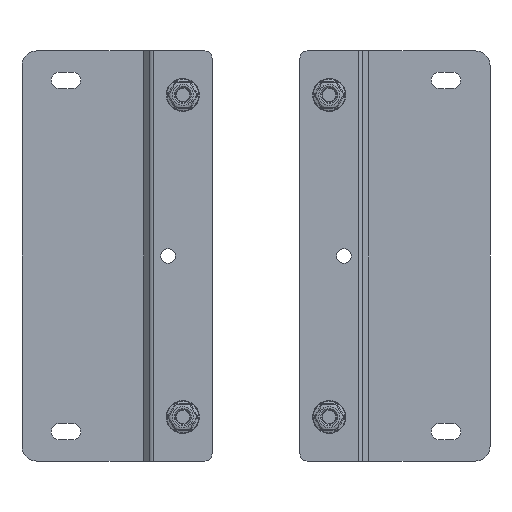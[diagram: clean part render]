
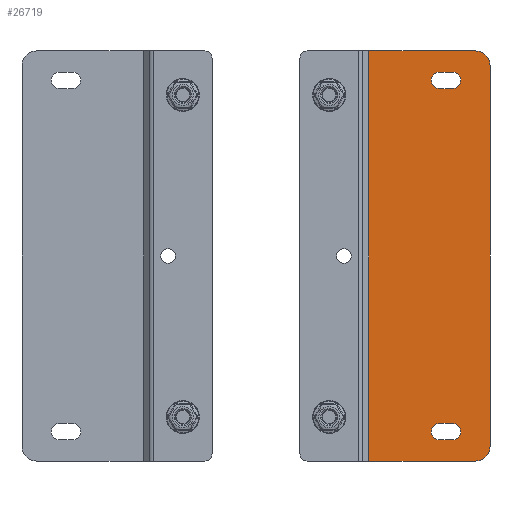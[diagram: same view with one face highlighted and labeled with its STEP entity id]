
A CAD part, front view. The second image highlights one B-rep face of the part: STEP entity #26719.
In plain terms, the highlighted planar face has unit normal (0, -1, 0).
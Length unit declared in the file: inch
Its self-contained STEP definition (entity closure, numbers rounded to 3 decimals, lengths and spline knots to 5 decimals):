
#34 = ORIENTED_EDGE ( 'NONE', *, *, #67080, .T. ) ;
#983 = VERTEX_POINT ( 'NONE', #3169 ) ;
#1172 = ORIENTED_EDGE ( 'NONE', *, *, #13337, .T. ) ;
#1386 = VERTEX_POINT ( 'NONE', #74065 ) ;
#2530 = VECTOR ( 'NONE', #43745, 39.37008 ) ;
#3163 = LINE ( 'NONE', #77611, #40067 ) ;
#3169 = CARTESIAN_POINT ( 'NONE',  ( 2.3855, 0.125, -3.1405 ) ) ;
#4279 = EDGE_CURVE ( 'NONE', #30250, #5314, #42500, .T. ) ;
#4403 = CARTESIAN_POINT ( 'NONE',  ( 1.17636, 0.125, -3.5 ) ) ;
#5314 = VERTEX_POINT ( 'NONE', #25479 ) ;
#6007 = AXIS2_PLACEMENT_3D ( 'NONE', #62802, #81812, #56247 ) ;
#7533 = VECTOR ( 'NONE', #80019, 39.37008 ) ;
#8300 = ORIENTED_EDGE ( 'NONE', *, *, #78208, .T. ) ;
#8407 = CIRCLE ( 'NONE', #45400, 0.1405 ) ;
#8678 = CIRCLE ( 'NONE', #6007, 0.1405 ) ;
#8707 = FACE_BOUND ( 'NONE', #76269, .T. ) ;
#9531 = PLANE ( 'NONE',  #80633 ) ;
#10322 = ORIENTED_EDGE ( 'NONE', *, *, #66169, .T. ) ;
#11183 = EDGE_CURVE ( 'NONE', #69467, #983, #79288, .T. ) ;
#11245 = VERTEX_POINT ( 'NONE', #28498 ) ;
#11472 = CARTESIAN_POINT ( 'NONE',  ( 1.17636, 0.125, 3.5 ) ) ;
#11537 = ORIENTED_EDGE ( 'NONE', *, *, #73350, .T. ) ;
#12447 = CIRCLE ( 'NONE', #20352, 0.25 ) ;
#13337 = EDGE_CURVE ( 'NONE', #28273, #28838, #12447, .T. ) ;
#13931 = CARTESIAN_POINT ( 'NONE',  ( 2.6045, 0.125, -2.8595 ) ) ;
#14172 = DIRECTION ( 'NONE',  ( 0., 1., 0. ) ) ;
#15479 = CARTESIAN_POINT ( 'NONE',  ( 2.3855, 0.125, 2.8595 ) ) ;
#15492 = VERTEX_POINT ( 'NONE', #80955 ) ;
#15997 = DIRECTION ( 'NONE',  ( 0., -1., 0. ) ) ;
#16433 = DIRECTION ( 'NONE',  ( -1., 0., 0. ) ) ;
#16665 = CARTESIAN_POINT ( 'NONE',  ( 2.6045, 0.125, -3.1405 ) ) ;
#17670 = VERTEX_POINT ( 'NONE', #46373 ) ;
#18494 = CARTESIAN_POINT ( 'NONE',  ( 3.245, 0.125, -3.25 ) ) ;
#19792 = VERTEX_POINT ( 'NONE', #13931 ) ;
#20352 = AXIS2_PLACEMENT_3D ( 'NONE', #49495, #15997, #35053 ) ;
#20748 = DIRECTION ( 'NONE',  ( 1., 0., 0. ) ) ;
#22755 = DIRECTION ( 'NONE',  ( 0., 0., -1. ) ) ;
#23072 = CARTESIAN_POINT ( 'NONE',  ( 1.17636, 0.125, -3.1405 ) ) ;
#24864 = VECTOR ( 'NONE', #16433, 39.37008 ) ;
#25429 = EDGE_LOOP ( 'NONE', ( #81509, #34532, #34, #8300 ) ) ;
#25479 = CARTESIAN_POINT ( 'NONE',  ( 1.17636, 0.125, 3.5 ) ) ;
#26454 = ORIENTED_EDGE ( 'NONE', *, *, #33883, .T. ) ;
#26719 = ADVANCED_FACE ( 'NONE', ( #59531, #8707, #40119 ), #9531, .T. ) ;
#26765 = LINE ( 'NONE', #77160, #49275 ) ;
#27756 = DIRECTION ( 'NONE',  ( 0., -1., 0. ) ) ;
#27968 = EDGE_LOOP ( 'NONE', ( #10322, #64966, #64802, #28863, #28508, #1172 ) ) ;
#28273 = VERTEX_POINT ( 'NONE', #60455 ) ;
#28498 = CARTESIAN_POINT ( 'NONE',  ( 2.3855, 0.125, 3.1405 ) ) ;
#28508 = ORIENTED_EDGE ( 'NONE', *, *, #66825, .T. ) ;
#28838 = VERTEX_POINT ( 'NONE', #18494 ) ;
#28863 = ORIENTED_EDGE ( 'NONE', *, *, #42235, .T. ) ;
#29074 = EDGE_CURVE ( 'NONE', #15492, #37431, #26765, .T. ) ;
#30250 = VERTEX_POINT ( 'NONE', #62360 ) ;
#33264 = EDGE_CURVE ( 'NONE', #81559, #30250, #56822, .T. ) ;
#33883 = EDGE_CURVE ( 'NONE', #1386, #19792, #65389, .T. ) ;
#34012 = CARTESIAN_POINT ( 'NONE',  ( 1.17636, 0.125, -2.8595 ) ) ;
#34532 = ORIENTED_EDGE ( 'NONE', *, *, #29074, .T. ) ;
#34913 = CARTESIAN_POINT ( 'NONE',  ( 2.995, 0.125, 3.25 ) ) ;
#35053 = DIRECTION ( 'NONE',  ( 0., 0., -1. ) ) ;
#35708 = DIRECTION ( 'NONE',  ( 0., 0., -1. ) ) ;
#35926 = VECTOR ( 'NONE', #73744, 39.37008 ) ;
#37431 = VERTEX_POINT ( 'NONE', #15479 ) ;
#40067 = VECTOR ( 'NONE', #78443, 39.37008 ) ;
#40119 = FACE_OUTER_BOUND ( 'NONE', #27968, .T. ) ;
#42235 = EDGE_CURVE ( 'NONE', #5314, #17670, #3163, .T. ) ;
#42440 = LINE ( 'NONE', #4403, #76918 ) ;
#42500 = LINE ( 'NONE', #11472, #2530 ) ;
#43654 = VECTOR ( 'NONE', #20748, 39.37008 ) ;
#43745 = DIRECTION ( 'NONE',  ( -1., 0., 0. ) ) ;
#45400 = AXIS2_PLACEMENT_3D ( 'NONE', #69782, #57425, #56212 ) ;
#46373 = CARTESIAN_POINT ( 'NONE',  ( 1.17636, 0.125, -3.5 ) ) ;
#46696 = ORIENTED_EDGE ( 'NONE', *, *, #55761, .T. ) ;
#47603 = CARTESIAN_POINT ( 'NONE',  ( 1.17636, 0.125, 3.5 ) ) ;
#48261 = LINE ( 'NONE', #74228, #7533 ) ;
#49275 = VECTOR ( 'NONE', #70946, 39.37008 ) ;
#49495 = CARTESIAN_POINT ( 'NONE',  ( 2.995, 0.125, -3.25 ) ) ;
#54789 = LINE ( 'NONE', #72532, #35926 ) ;
#55761 = EDGE_CURVE ( 'NONE', #983, #1386, #8407, .T. ) ;
#56153 = CARTESIAN_POINT ( 'NONE',  ( 2.6045, 0.125, 3.1405 ) ) ;
#56212 = DIRECTION ( 'NONE',  ( 0., 0., -1. ) ) ;
#56247 = DIRECTION ( 'NONE',  ( 0., 0., -1. ) ) ;
#56822 = CIRCLE ( 'NONE', #68636, 0.25 ) ;
#57425 = DIRECTION ( 'NONE',  ( 0., 1., 0. ) ) ;
#58011 = DIRECTION ( 'NONE',  ( 0., 0., -1. ) ) ;
#59084 = CARTESIAN_POINT ( 'NONE',  ( 3.245, 0.125, 3.25 ) ) ;
#59531 = FACE_BOUND ( 'NONE', #25429, .T. ) ;
#60455 = CARTESIAN_POINT ( 'NONE',  ( 2.995, 0.125, -3.5 ) ) ;
#60492 = DIRECTION ( 'NONE',  ( 0., -1., 0. ) ) ;
#62360 = CARTESIAN_POINT ( 'NONE',  ( 2.995, 0.125, 3.5 ) ) ;
#62802 = CARTESIAN_POINT ( 'NONE',  ( 2.6045, 0.125, -3. ) ) ;
#64802 = ORIENTED_EDGE ( 'NONE', *, *, #4279, .T. ) ;
#64966 = ORIENTED_EDGE ( 'NONE', *, *, #33264, .T. ) ;
#65389 = LINE ( 'NONE', #34012, #43654 ) ;
#66169 = EDGE_CURVE ( 'NONE', #28838, #81559, #54789, .T. ) ;
#66825 = EDGE_CURVE ( 'NONE', #17670, #28273, #42440, .T. ) ;
#67080 = EDGE_CURVE ( 'NONE', #37431, #11245, #76980, .T. ) ;
#68429 = VERTEX_POINT ( 'NONE', #56153 ) ;
#68636 = AXIS2_PLACEMENT_3D ( 'NONE', #34913, #60492, #35708 ) ;
#69467 = VERTEX_POINT ( 'NONE', #16665 ) ;
#69782 = CARTESIAN_POINT ( 'NONE',  ( 2.3855, 0.125, -3. ) ) ;
#70455 = DIRECTION ( 'NONE',  ( 0., 1., 0. ) ) ;
#70484 = AXIS2_PLACEMENT_3D ( 'NONE', #70877, #70455, #72496 ) ;
#70877 = CARTESIAN_POINT ( 'NONE',  ( 2.6045, 0.125, 3. ) ) ;
#70946 = DIRECTION ( 'NONE',  ( -1., 0., 0. ) ) ;
#71946 = ORIENTED_EDGE ( 'NONE', *, *, #11183, .T. ) ;
#72496 = DIRECTION ( 'NONE',  ( 0., 0., -1. ) ) ;
#72532 = CARTESIAN_POINT ( 'NONE',  ( 3.245, 0.125, 3.5 ) ) ;
#72954 = AXIS2_PLACEMENT_3D ( 'NONE', #78265, #14172, #58011 ) ;
#73350 = EDGE_CURVE ( 'NONE', #19792, #69467, #8678, .T. ) ;
#73744 = DIRECTION ( 'NONE',  ( 0., 0., 1. ) ) ;
#74065 = CARTESIAN_POINT ( 'NONE',  ( 2.3855, 0.125, -2.8595 ) ) ;
#74228 = CARTESIAN_POINT ( 'NONE',  ( 1.17636, 0.125, 3.1405 ) ) ;
#74559 = EDGE_CURVE ( 'NONE', #68429, #15492, #81039, .T. ) ;
#76269 = EDGE_LOOP ( 'NONE', ( #11537, #71946, #46696, #26454 ) ) ;
#76918 = VECTOR ( 'NONE', #80866, 39.37008 ) ;
#76980 = CIRCLE ( 'NONE', #72954, 0.1405 ) ;
#77160 = CARTESIAN_POINT ( 'NONE',  ( 1.17636, 0.125, 2.8595 ) ) ;
#77611 = CARTESIAN_POINT ( 'NONE',  ( 1.17636, 0.125, 3.5 ) ) ;
#78208 = EDGE_CURVE ( 'NONE', #11245, #68429, #48261, .T. ) ;
#78265 = CARTESIAN_POINT ( 'NONE',  ( 2.3855, 0.125, 3. ) ) ;
#78443 = DIRECTION ( 'NONE',  ( 0., 0., -1. ) ) ;
#79288 = LINE ( 'NONE', #23072, #24864 ) ;
#80019 = DIRECTION ( 'NONE',  ( 1., 0., 0. ) ) ;
#80633 = AXIS2_PLACEMENT_3D ( 'NONE', #47603, #27756, #22755 ) ;
#80866 = DIRECTION ( 'NONE',  ( 1., 0., 0. ) ) ;
#80955 = CARTESIAN_POINT ( 'NONE',  ( 2.6045, 0.125, 2.8595 ) ) ;
#81039 = CIRCLE ( 'NONE', #70484, 0.1405 ) ;
#81509 = ORIENTED_EDGE ( 'NONE', *, *, #74559, .T. ) ;
#81559 = VERTEX_POINT ( 'NONE', #59084 ) ;
#81812 = DIRECTION ( 'NONE',  ( 0., 1., 0. ) ) ;
